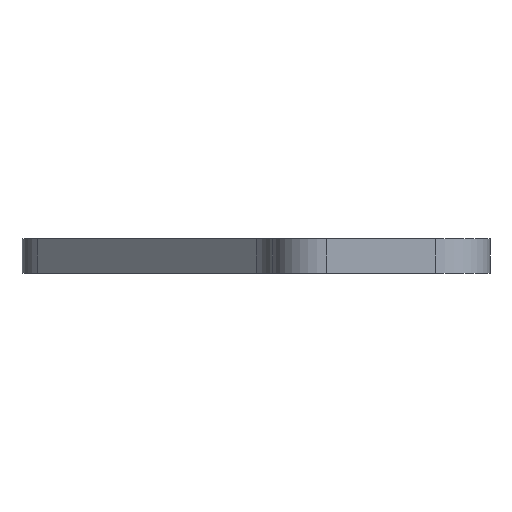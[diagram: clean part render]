
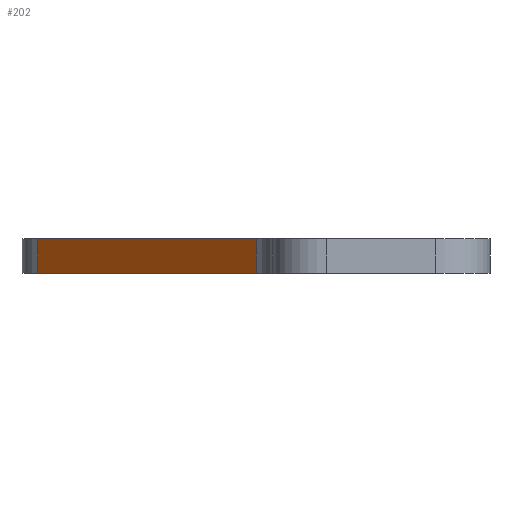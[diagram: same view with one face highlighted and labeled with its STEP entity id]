
A CAD part, left-side view. The second image highlights one B-rep face of the part: STEP entity #202.
In plain terms, the highlighted planar face has unit normal (-0.707, 0.707, 0).
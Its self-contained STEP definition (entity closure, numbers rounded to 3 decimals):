
#65 = VERTEX_POINT ( 'NONE', #803 ) ;
#72 = ORIENTED_EDGE ( 'NONE', *, *, #73, .F. ) ;
#73 = EDGE_CURVE ( 'NONE', #74, #65, #811, .T. ) ;
#74 = VERTEX_POINT ( 'NONE', #807 ) ;
#75 = ORIENTED_EDGE ( 'NONE', *, *, #82, .T. ) ;
#78 = EDGE_CURVE ( 'NONE', #126, #65, #783, .T. ) ;
#79 = VERTEX_POINT ( 'NONE', #779 ) ;
#82 = EDGE_CURVE ( 'NONE', #74, #79, #773, .T. ) ;
#126 = VERTEX_POINT ( 'NONE', #891 ) ;
#133 = EDGE_CURVE ( 'NONE', #79, #126, #881, .T. ) ;
#142 = ORIENTED_EDGE ( 'NONE', *, *, #78, .T. ) ;
#202 = ADVANCED_FACE ( 'NONE', ( #1111 ), #1110, .T. ) ;
#203 = ORIENTED_EDGE ( 'NONE', *, *, #133, .T. ) ;
#205 = EDGE_LOOP ( 'NONE', ( #203, #142, #72, #75 ) ) ;
#770 = DIRECTION ( 'NONE',  ( 0., 0., -1. ) ) ;
#771 = VECTOR ( 'NONE', #770, 1000. ) ;
#772 = CARTESIAN_POINT ( 'NONE',  ( 8.036, 26.536, -3.2 ) ) ;
#773 = LINE ( 'NONE', #772, #771 ) ;
#779 = CARTESIAN_POINT ( 'NONE',  ( 8.036, 26.536, -3.2 ) ) ;
#780 = DIRECTION ( 'NONE',  ( 0., 0., 1. ) ) ;
#781 = VECTOR ( 'NONE', #780, 1000. ) ;
#782 = CARTESIAN_POINT ( 'NONE',  ( -12.036, 6.464, 0. ) ) ;
#783 = LINE ( 'NONE', #782, #781 ) ;
#803 = CARTESIAN_POINT ( 'NONE',  ( -12.036, 6.464, 0. ) ) ;
#807 = CARTESIAN_POINT ( 'NONE',  ( 8.036, 26.536, 0. ) ) ;
#808 = DIRECTION ( 'NONE',  ( -0.707, -0.707, 0. ) ) ;
#809 = VECTOR ( 'NONE', #808, 1000. ) ;
#810 = CARTESIAN_POINT ( 'NONE',  ( 9.5, 28., 0. ) ) ;
#811 = LINE ( 'NONE', #810, #809 ) ;
#878 = DIRECTION ( 'NONE',  ( -0.707, -0.707, 0. ) ) ;
#879 = VECTOR ( 'NONE', #878, 1000. ) ;
#880 = CARTESIAN_POINT ( 'NONE',  ( 9.5, 28., -3.2 ) ) ;
#881 = LINE ( 'NONE', #880, #879 ) ;
#891 = CARTESIAN_POINT ( 'NONE',  ( -12.036, 6.464, -3.2 ) ) ;
#1106 = DIRECTION ( 'NONE',  ( -0.707, -0.707, 0. ) ) ;
#1107 = DIRECTION ( 'NONE',  ( -0.707, 0.707, 0. ) ) ;
#1108 = CARTESIAN_POINT ( 'NONE',  ( 9.5, 28., -3.2 ) ) ;
#1109 = AXIS2_PLACEMENT_3D ( 'NONE', #1108, #1107, #1106 ) ;
#1110 = PLANE ( 'NONE',  #1109 ) ;
#1111 = FACE_OUTER_BOUND ( 'NONE', #205, .T. ) ;
